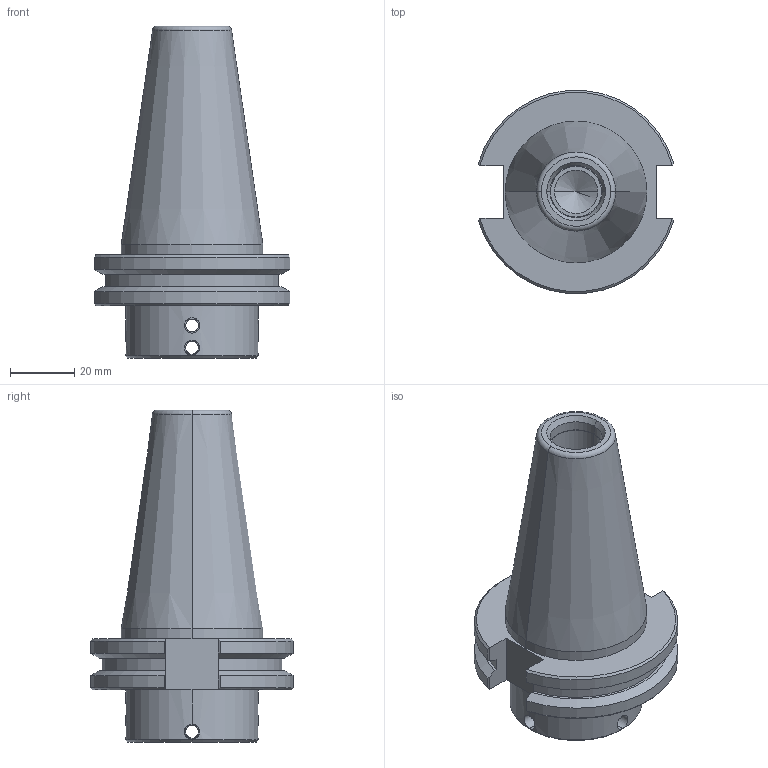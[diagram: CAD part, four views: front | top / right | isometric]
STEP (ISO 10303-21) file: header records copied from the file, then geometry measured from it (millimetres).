
FILE_DESCRIPTION (( 'STEP AP214' ), '1' );
FILE_NAME ('93-99-0207.STEP', '2025-04-01T16:41:19', ( '' ), ( '' ), 'SwSTEP 2.0', 'SolidWorks 2023', '' );
FILE_SCHEMA (( 'AUTOMOTIVE_DESIGN' ));
Length unit declared in the file: inch
Products named in the file (1): 93-99-0207
Bounding box: 61.04 x 63.27 x 103.56 mm (x, y, z)
Volume: 122822.8 mm3; surface area: 25616.2 mm2
Topology: 2 solids, 2 shells, 100 faces, 248 edges, 155 vertices
Faces by surface type: cylinder 44, plane 32, cone 22, torus 2
Entity records: 3698 total; most frequent: CARTESIAN_POINT 1326, ORIENTED_EDGE 484, DIRECTION 474, EDGE_CURVE 242, AXIS2_PLACEMENT_3D 187, VERTEX_POINT 155, EDGE_LOOP 121, LINE 100
